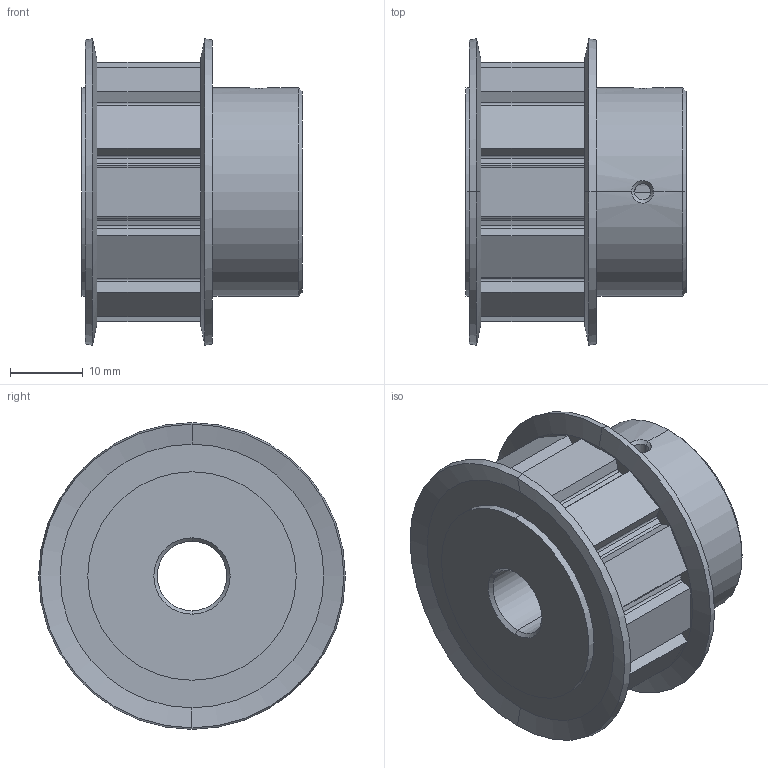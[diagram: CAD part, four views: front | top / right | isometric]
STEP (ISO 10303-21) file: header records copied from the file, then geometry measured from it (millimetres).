
FILE_DESCRIPTION (( 'STEP AP214' ), '1' );
FILE_NAME ('APB12L050BF-375.step', '2015-04-08T20:59:21', ( '' ), ( '' ), 'SwSTEP 2.0', 'SolidWorks 2014', '' );
FILE_SCHEMA (( 'AUTOMOTIVE_DESIGN' ));
Length unit declared in the file: inch
Products named in the file (1): APB12L050BF-375
Bounding box: 30.18 x 42.06 x 42.06 mm (x, y, z)
Volume: 23354.8 mm3; surface area: 7891.2 mm2
Topology: 1 solids, 1 shells, 114 faces, 311 edges, 201 vertices
Faces by surface type: cylinder 50, plane 42, cone 18, bspline 4
Entity records: 5740 total; most frequent: CARTESIAN_POINT 2748, DIRECTION 628, ORIENTED_EDGE 622, EDGE_CURVE 311, AXIS2_PLACEMENT_3D 225, VERTEX_POINT 201, LINE 178, VECTOR 178
